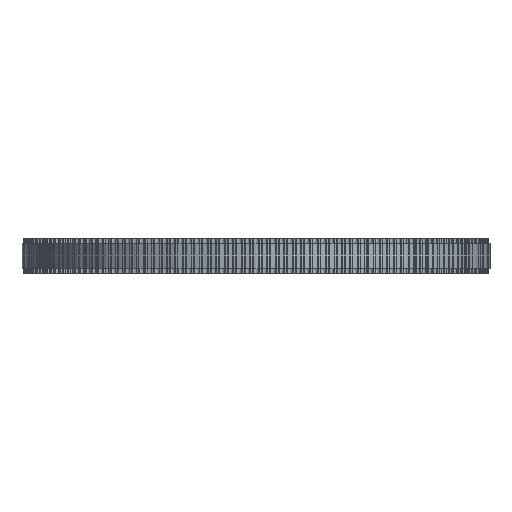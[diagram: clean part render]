
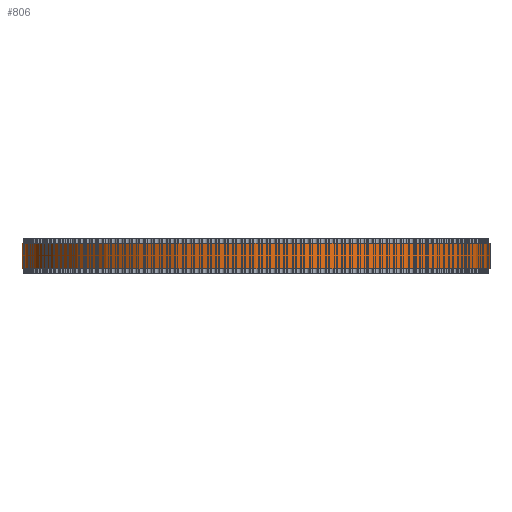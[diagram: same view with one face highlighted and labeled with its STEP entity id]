
A CAD part, front view. The second image highlights one B-rep face of the part: STEP entity #806.
In plain terms, the highlighted cylindrical face has radius 54.431 mm (diameter 108.862 mm), a full revolution.
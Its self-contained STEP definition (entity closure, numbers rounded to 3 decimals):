
#97=FACE_BOUND('',#2864,.T.);
#98=FACE_BOUND('',#2865,.T.);
#806=ADVANCED_FACE('',(#97,#98),#1491,.T.);
#1491=CYLINDRICAL_SURFACE('',#15191,54.431);
#2864=EDGE_LOOP('',(#8338));
#2865=EDGE_LOOP('',(#8339));
#8338=ORIENTED_EDGE('',*,*,#11762,.T.);
#8339=ORIENTED_EDGE('',*,*,#11763,.T.);
#9708=VERTEX_POINT('',#24100);
#9709=VERTEX_POINT('',#24102);
#11762=EDGE_CURVE('',#9708,#9708,#13132,.T.);
#11763=EDGE_CURVE('',#9709,#9709,#13133,.T.);
#13132=CIRCLE('',#15189,54.431);
#13133=CIRCLE('',#15190,54.431);
#15189=AXIS2_PLACEMENT_3D('',#24099,#19986,#19987);
#15190=AXIS2_PLACEMENT_3D('',#24101,#19988,#19989);
#15191=AXIS2_PLACEMENT_3D('',#24103,#19990,#19991);
#19986=DIRECTION('',(0.,0.,1.));
#19987=DIRECTION('',(1.,0.,0.));
#19988=DIRECTION('',(0.,0.,-1.));
#19989=DIRECTION('',(1.,0.,0.));
#19990=DIRECTION('',(0.,0.,1.));
#19991=DIRECTION('',(1.,0.,0.));
#24099=CARTESIAN_POINT('',(0.,0.,1.));
#24100=CARTESIAN_POINT('',(54.431,0.,1.));
#24101=CARTESIAN_POINT('',(0.,0.,7.));
#24102=CARTESIAN_POINT('',(54.431,0.,7.));
#24103=CARTESIAN_POINT('',(0.,0.,1.));
